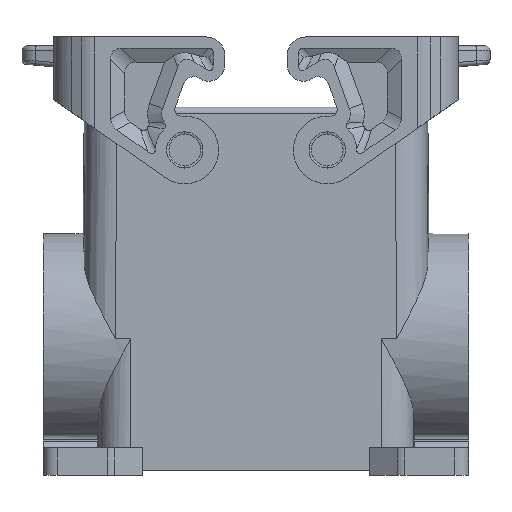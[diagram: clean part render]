
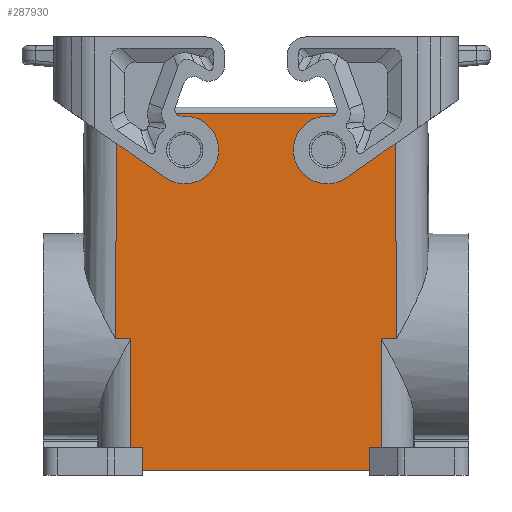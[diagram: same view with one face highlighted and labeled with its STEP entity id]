
A CAD part, front view. The second image highlights one B-rep face of the part: STEP entity #287930.
In plain terms, the highlighted face is planar.
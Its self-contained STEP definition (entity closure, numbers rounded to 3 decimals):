
#6610=CARTESIAN_POINT('',(-57.393,-26.195,
23.435));
#6620=VERTEX_POINT('',#6610);
#6650=CARTESIAN_POINT('',(-67.054,-26.195,
23.435));
#6660=DIRECTION('',(-1.,0.,0.));
#6670=VECTOR('',#6660,1.);
#6680=LINE('',#6650,#6670);
#6690=CARTESIAN_POINT('',(-53.903,-26.195,
23.435));
#6700=VERTEX_POINT('',#6690);
#6710=EDGE_CURVE('',#6700,#6620,#6680,.T.);
#9860=CARTESIAN_POINT('',(1.41,-26.195,
23.435));
#9870=VERTEX_POINT('',#9860);
#9920=CARTESIAN_POINT('',(1.321,-26.195,
23.435));
#9930=DIRECTION('',(1.,0.,0.));
#9940=VECTOR('',#9930,1.);
#9950=LINE('',#9920,#9940);
#9960=CARTESIAN_POINT('',(4.9,-26.195,
23.435));
#9970=VERTEX_POINT('',#9960);
#9980=EDGE_CURVE('',#9870,#9970,#9950,.T.);
#19520=CARTESIAN_POINT('',(1.615,-50.4,23.646))
;
#19530=VERTEX_POINT('',#19520);
#19560=CARTESIAN_POINT('',(1.615,-50.4,
23.646));
#19570=CARTESIAN_POINT('',(1.547,-42.331,
23.575));
#19580=CARTESIAN_POINT('',(1.479,-34.263,
23.505));
#19590=CARTESIAN_POINT('',(1.41,-26.195,
23.435));
#19600=B_SPLINE_CURVE_WITH_KNOTS('',3,(#19560,#19570,#19580,#19590),
.UNSPECIFIED.,.F.,.F.,(4,4),(0.,24.206),.UNSPECIFIED.);
#19610=EDGE_CURVE('',#19530,#9870,#19600,.T.);
#27720=CARTESIAN_POINT('',(-56.966,23.6,23.)
);
#27730=VERTEX_POINT('',#27720);
#28390=CARTESIAN_POINT('',(4.473,23.6,23.))
;
#28400=VERTEX_POINT('',#28390);
#28430=CARTESIAN_POINT('',(0.,23.6,23.));
#28440=DIRECTION('',(1.,0.,0.));
#28450=VECTOR('',#28440,1.);
#28460=LINE('',#28430,#28450);
#28470=EDGE_CURVE('',#27730,#28400,#28460,.T.);
#28980=CARTESIAN_POINT('',(0.,-50.4,23.646));
#28990=DIRECTION('',(1.,0.,0.));
#29000=VECTOR('',#28990,1.);
#29010=LINE('',#28980,#29000);
#29020=CARTESIAN_POINT('',(-1.097,-50.4,23.646)
);
#29030=VERTEX_POINT('',#29020);
#29040=EDGE_CURVE('',#29030,#19530,#29010,.T.);
#30000=CARTESIAN_POINT('',(-1.097,-55.4,23.689
));
#30010=VERTEX_POINT('',#30000);
#30040=CARTESIAN_POINT('',(-1.097,0.,23.206));
#30050=DIRECTION('',(0.,1.,
-0.009));
#30060=VECTOR('',#30050,1.);
#30070=LINE('',#30040,#30060);
#30080=EDGE_CURVE('',#30010,#29030,#30070,.T.);
#31340=CARTESIAN_POINT('',(-45.497,15.5,
23.071));
#31350=VERTEX_POINT('',#31340);
#31530=CARTESIAN_POINT('',(-38.497,15.5,
23.071));
#31540=VERTEX_POINT('',#31530);
#31570=CARTESIAN_POINT('',(-41.997,15.5,
23.071));
#31580=DIRECTION('',(0.,0.009,
1.));
#31590=DIRECTION('',(0.,1.,
-0.009));
#31600=AXIS2_PLACEMENT_3D('',#31570,#31580,#31590);
#31610=ELLIPSE('',#31600,3.5,3.5);
#31620=EDGE_CURVE('',#31350,#31540,#31610,.T.);
#88740=EDGE_CURVE('',#31540,#31350,#31610,.T.);
#93520=CARTESIAN_POINT('',(-51.397,-55.4,23.689)
);
#93530=VERTEX_POINT('',#93520);
#93560=CARTESIAN_POINT('',(0.,-55.4,23.689));
#93570=DIRECTION('',(-1.,0.,0.));
#93580=VECTOR('',#93570,1.);
#93590=LINE('',#93560,#93580);
#93600=EDGE_CURVE('',#30010,#93530,#93590,.T.);
#95200=CARTESIAN_POINT('',(4.675,0.061,
23.205));
#95210=DIRECTION('',(0.009,-1.,
0.009));
#95220=VECTOR('',#95210,1.);
#95230=LINE('',#95200,#95220);
#95240=EDGE_CURVE('',#28400,#9970,#95230,.T.);
#247970=CARTESIAN_POINT('',(-6.997,15.5,
23.071));
#247980=VERTEX_POINT('',#247970);
#248160=CARTESIAN_POINT('',(-13.997,15.5,
23.071));
#248170=VERTEX_POINT('',#248160);
#248200=CARTESIAN_POINT('',(-10.497,15.5,
23.071));
#248210=DIRECTION('',(0.,0.009,
1.));
#248220=DIRECTION('',(0.,1.,
-0.009));
#248230=AXIS2_PLACEMENT_3D('',#248200,#248210,#248220);
#248240=ELLIPSE('',#248230,3.5,3.5);
#248250=EDGE_CURVE('',#247980,#248170,#248240,.T.);
#248380=CARTESIAN_POINT('',(-57.168,0.061,
23.205));
#248390=DIRECTION('',(-0.009,-1.,
0.009));
#248400=VECTOR('',#248390,1.);
#248410=LINE('',#248380,#248400);
#248420=EDGE_CURVE('',#27730,#6620,#248410,.T.);
#267230=EDGE_CURVE('',#248170,#247980,#248240,.T.);
#268130=CARTESIAN_POINT('',(-54.108,-50.339,
23.645));
#268140=DIRECTION('',(-0.009,-1.,
0.009));
#268150=VECTOR('',#268140,1.);
#268160=LINE('',#268130,#268150);
#268170=CARTESIAN_POINT('',(-54.109,-50.4,
23.646));
#268180=VERTEX_POINT('',#268170);
#268190=EDGE_CURVE('',#6700,#268180,#268160,.T.);
#287100=CARTESIAN_POINT('',(-51.397,-50.4,23.646
));
#287110=VERTEX_POINT('',#287100);
#287220=CARTESIAN_POINT('',(0.,-50.4,23.646));
#287230=DIRECTION('',(1.,0.,0.));
#287240=VECTOR('',#287230,1.);
#287250=LINE('',#287220,#287240);
#287260=EDGE_CURVE('',#268180,#287110,#287250,.T.);
#287480=CARTESIAN_POINT('',(-51.397,0.,23.206));
#287490=DIRECTION('',(0.,1.,
-0.009));
#287500=VECTOR('',#287490,1.);
#287510=LINE('',#287480,#287500);
#287520=EDGE_CURVE('',#93530,#287110,#287510,.T.);
#287660=CARTESIAN_POINT('',(-74.247,1.601,
23.192));
#287670=DIRECTION('',(0.,0.009,
1.));
#287680=DIRECTION('',(1.,0.,0.));
#287690=AXIS2_PLACEMENT_3D('',#287660,#287670,#287680);
#287700=PLANE('',#287690);
#287710=ORIENTED_EDGE('',*,*,#267230,.F.);
#287720=ORIENTED_EDGE('',*,*,#248250,.F.);
#287730=EDGE_LOOP('',(#287720,#287710));
#287740=FACE_BOUND('',#287730,.T.);
#287750=ORIENTED_EDGE('',*,*,#88740,.F.);
#287760=ORIENTED_EDGE('',*,*,#31620,.F.);
#287770=EDGE_LOOP('',(#287760,#287750));
#287780=FACE_BOUND('',#287770,.T.);
#287790=ORIENTED_EDGE('',*,*,#287260,.T.);
#287800=ORIENTED_EDGE('',*,*,#268190,.T.);
#287810=ORIENTED_EDGE('',*,*,#6710,.F.);
#287820=ORIENTED_EDGE('',*,*,#248420,.T.);
#287830=ORIENTED_EDGE('',*,*,#28470,.F.);
#287840=ORIENTED_EDGE('',*,*,#95240,.F.);
#287850=ORIENTED_EDGE('',*,*,#9980,.T.);
#287860=ORIENTED_EDGE('',*,*,#19610,.T.);
#287870=ORIENTED_EDGE('',*,*,#29040,.T.);
#287880=ORIENTED_EDGE('',*,*,#30080,.T.);
#287890=ORIENTED_EDGE('',*,*,#93600,.F.);
#287900=ORIENTED_EDGE('',*,*,#287520,.F.);
#287910=EDGE_LOOP('',(#287900,#287890,#287880,#287870,#287860,#287850,
#287840,#287830,#287820,#287810,#287800,#287790));
#287920=FACE_OUTER_BOUND('',#287910,.T.);
#287930=ADVANCED_FACE('',(#287740,#287780,#287920),#287700,.T.);
